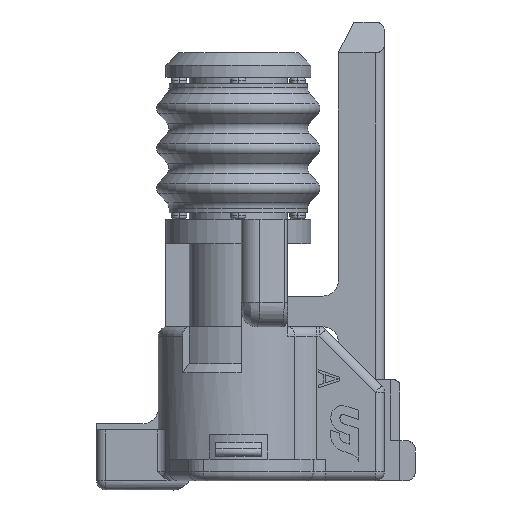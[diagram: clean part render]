
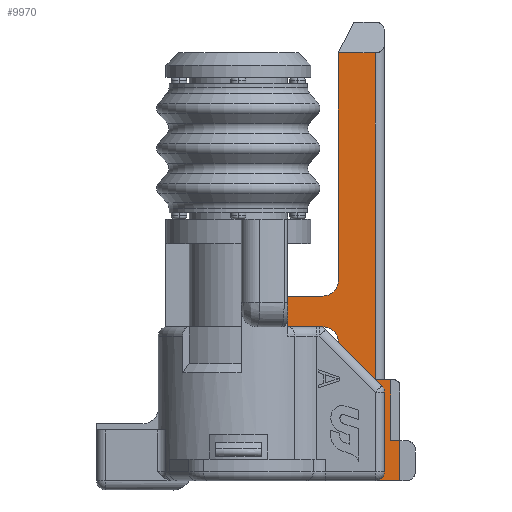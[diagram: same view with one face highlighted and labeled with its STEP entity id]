
A CAD part, front view. The second image highlights one B-rep face of the part: STEP entity #9970.
In plain terms, the highlighted planar face has unit normal (0, -1, 0).
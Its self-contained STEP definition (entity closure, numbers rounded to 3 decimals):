
#1191=DIRECTION('',(-1.,0.,0.));
#1192=VECTOR('',#1191,0.7);
#1193=CARTESIAN_POINT('',(2.3,-2.45,-8.9));
#1194=LINE('',#1193,#1192);
#2544=DIRECTION('',(0.,0.,1.));
#2545=VECTOR('',#2544,0.3);
#2546=CARTESIAN_POINT('',(2.3,-2.45,-9.2));
#2547=LINE('',#2546,#2545);
#2598=CARTESIAN_POINT('',(2.6,-2.45,-9.2));
#2599=DIRECTION('',(0.,1.,0.));
#2600=DIRECTION('',(-1.,0.,0.));
#2601=AXIS2_PLACEMENT_3D('',#2598,#2599,#2600);
#2608=DIRECTION('',(-1.,0.,0.));
#2609=VECTOR('',#2608,0.148);
#2610=CARTESIAN_POINT('',(2.748,-2.45,-8.9));
#2611=LINE('',#2610,#2609);
#2612=DIRECTION('',(0.,0.,1.));
#2613=VECTOR('',#2612,1.);
#2614=CARTESIAN_POINT('',(1.6,-2.45,-8.9));
#2615=LINE('',#2614,#2613);
#2616=DIRECTION('',(0.,0.,-1.));
#2617=VECTOR('',#2616,7.4);
#2618=CARTESIAN_POINT('',(3.25,-2.45,0.));
#2619=LINE('',#2618,#2617);
#2620=DIRECTION('',(1.,0.,0.));
#2621=VECTOR('',#2620,1.2);
#2622=CARTESIAN_POINT('',(3.25,-2.45,0.));
#2623=LINE('',#2622,#2621);
#2624=DIRECTION('',(0.,0.,1.));
#2625=VECTOR('',#2624,10.62);
#2626=CARTESIAN_POINT('',(4.45,-2.45,-10.62));
#2627=LINE('',#2626,#2625);
#2628=DIRECTION('',(0.,0.,1.));
#2629=VECTOR('',#2628,1.98);
#2630=CARTESIAN_POINT('',(4.95,-2.45,-12.6));
#2631=LINE('',#2630,#2629);
#2632=DIRECTION('',(1.,0.,0.));
#2633=VECTOR('',#2632,0.3);
#2634=CARTESIAN_POINT('',(4.95,-2.45,-12.6));
#2635=LINE('',#2634,#2633);
#2636=DIRECTION('',(0.,0.,1.));
#2637=VECTOR('',#2636,1.3);
#2638=CARTESIAN_POINT('',(5.25,-2.45,-13.9));
#2639=LINE('',#2638,#2637);
#2640=DIRECTION('',(1.,0.,0.));
#2641=VECTOR('',#2640,1.15);
#2642=CARTESIAN_POINT('',(4.1,-2.45,-13.9));
#2643=LINE('',#2642,#2641);
#2644=DIRECTION('',(-0.31,0.,0.951));
#2645=VECTOR('',#2644,0.913);
#2646=CARTESIAN_POINT('',(4.1,-2.45,-13.9));
#2647=LINE('',#2646,#2645);
#2648=CARTESIAN_POINT('',(13.322,-2.45,-9.928));
#2649=DIRECTION('',(0.,-1.,0.));
#2650=DIRECTION('',(-0.997,0.,-0.078));
#2651=AXIS2_PLACEMENT_3D('',#2648,#2649,#2650);
#2653=CARTESIAN_POINT('',(2.748,-2.45,-9.4));
#2654=DIRECTION('',(0.,-1.,0.));
#2655=DIRECTION('',(0.997,0.,0.078));
#2656=AXIS2_PLACEMENT_3D('',#2653,#2654,#2655);
#2678=DIRECTION('',(-1.,0.,0.));
#2679=VECTOR('',#2678,1.15);
#2680=CARTESIAN_POINT('',(2.75,-2.45,-7.9));
#2681=LINE('',#2680,#2679);
#2754=DIRECTION('',(0.078,0.,-0.997));
#2755=VECTOR('',#2754,1.356);
#2756=CARTESIAN_POINT('',(3.247,-2.45,-9.361));
#2757=LINE('',#2756,#2755);
#2912=DIRECTION('',(-1.,0.,0.));
#2913=VECTOR('',#2912,0.5);
#2914=CARTESIAN_POINT('',(4.95,-2.45,-10.62));
#2915=LINE('',#2914,#2913);
#2948=CARTESIAN_POINT('',(4.45,-2.45,0.));
#3017=CARTESIAN_POINT('',(2.75,-2.45,-7.4));
#3018=DIRECTION('',(0.,1.,0.));
#3019=DIRECTION('',(1.,0.,0.));
#3020=AXIS2_PLACEMENT_3D('',#3017,#3018,#3019);
#5348=CARTESIAN_POINT('',(3.25,-2.45,-7.4));
#5350=VERTEX_POINT('',#5348);
#5352=CARTESIAN_POINT('',(2.75,-2.45,-7.9));
#5354=VERTEX_POINT('',#5352);
#5368=CARTESIAN_POINT('',(3.25,-2.45,0.));
#5370=VERTEX_POINT('',#5368);
#5386=CARTESIAN_POINT('',(4.95,-2.45,-10.62));
#5387=VERTEX_POINT('',#5386);
#5403=CARTESIAN_POINT('',(4.1,-2.45,-13.9));
#5405=VERTEX_POINT('',#5403);
#5406=CARTESIAN_POINT('',(3.353,-2.45,-10.712));
#5407=CARTESIAN_POINT('',(3.817,-2.45,-13.033));
#5408=VERTEX_POINT('',#5406);
#5409=VERTEX_POINT('',#5407);
#5426=VERTEX_POINT('',#2948);
#5430=CARTESIAN_POINT('',(4.45,-2.45,-10.62));
#5431=VERTEX_POINT('',#5430);
#5443=CARTESIAN_POINT('',(3.247,-2.45,-9.361));
#5444=CARTESIAN_POINT('',(2.748,-2.45,-8.9));
#5445=VERTEX_POINT('',#5443);
#5446=VERTEX_POINT('',#5444);
#5455=CARTESIAN_POINT('',(4.95,-2.45,-12.6));
#5456=VERTEX_POINT('',#5455);
#5459=CARTESIAN_POINT('',(5.25,-2.45,-12.6));
#5460=VERTEX_POINT('',#5459);
#5465=CARTESIAN_POINT('',(5.25,-2.45,-13.9));
#5466=VERTEX_POINT('',#5465);
#5597=CARTESIAN_POINT('',(1.6,-2.45,-8.9));
#5598=CARTESIAN_POINT('',(1.6,-2.45,-7.9));
#5599=VERTEX_POINT('',#5597);
#5600=VERTEX_POINT('',#5598);
#5860=CARTESIAN_POINT('',(2.3,-2.45,-9.2));
#5861=CARTESIAN_POINT('',(2.3,-2.45,-8.9));
#5862=VERTEX_POINT('',#5860);
#5863=VERTEX_POINT('',#5861);
#5868=CARTESIAN_POINT('',(2.6,-2.45,-8.9));
#5870=VERTEX_POINT('',#5868);
#9930=CARTESIAN_POINT('',(2.05,-2.45,-13.9));
#9931=DIRECTION('',(0.,-1.,0.));
#9932=DIRECTION('',(0.,0.,-1.));
#9933=AXIS2_PLACEMENT_3D('',#9930,#9931,#9932);
#9934=PLANE('',#9933);
#9935=ORIENTED_EDGE('',*,*,#9892,.T.);
#9936=ORIENTED_EDGE('',*,*,#9922,.F.);
#9937=ORIENTED_EDGE('',*,*,#9843,.T.);
#9938=ORIENTED_EDGE('',*,*,#8162,.T.);
#9939=ORIENTED_EDGE('',*,*,#7088,.T.);
#9941=ORIENTED_EDGE('',*,*,#9940,.F.);
#9943=ORIENTED_EDGE('',*,*,#9942,.F.);
#9945=ORIENTED_EDGE('',*,*,#9944,.F.);
#9947=ORIENTED_EDGE('',*,*,#9946,.T.);
#9949=ORIENTED_EDGE('',*,*,#9948,.F.);
#9951=ORIENTED_EDGE('',*,*,#9950,.F.);
#9953=ORIENTED_EDGE('',*,*,#9952,.F.);
#9955=ORIENTED_EDGE('',*,*,#9954,.T.);
#9957=ORIENTED_EDGE('',*,*,#9956,.F.);
#9959=ORIENTED_EDGE('',*,*,#9958,.F.);
#9961=ORIENTED_EDGE('',*,*,#9960,.T.);
#9963=ORIENTED_EDGE('',*,*,#9962,.F.);
#9965=ORIENTED_EDGE('',*,*,#9964,.F.);
#9967=ORIENTED_EDGE('',*,*,#9966,.T.);
#9968=EDGE_LOOP('',(#9935,#9936,#9937,#9938,#9939,#9941,#9943,#9945,#9947,#9949,
#9951,#9953,#9955,#9957,#9959,#9961,#9963,#9965,#9967));
#9969=FACE_OUTER_BOUND('',#9968,.F.);
#9970=ADVANCED_FACE('',(#9969),#9934,.T.);
#2602=CIRCLE('',#2601,0.3);
#2652=CIRCLE('',#2651,10.);
#2657=CIRCLE('',#2656,0.5);
#3021=CIRCLE('',#3020,0.5);
#7088=EDGE_CURVE('',#5599,#5600,#2615,.T.);
#8162=EDGE_CURVE('',#5863,#5599,#1194,.T.);
#9843=EDGE_CURVE('',#5862,#5863,#2547,.T.);
#9892=EDGE_CURVE('',#5446,#5870,#2611,.T.);
#9922=EDGE_CURVE('',#5862,#5870,#2602,.T.);
#9940=EDGE_CURVE('',#5354,#5600,#2681,.T.);
#9942=EDGE_CURVE('',#5350,#5354,#3021,.T.);
#9944=EDGE_CURVE('',#5370,#5350,#2619,.T.);
#9946=EDGE_CURVE('',#5370,#5426,#2623,.T.);
#9948=EDGE_CURVE('',#5431,#5426,#2627,.T.);
#9950=EDGE_CURVE('',#5387,#5431,#2915,.T.);
#9952=EDGE_CURVE('',#5456,#5387,#2631,.T.);
#9954=EDGE_CURVE('',#5456,#5460,#2635,.T.);
#9956=EDGE_CURVE('',#5466,#5460,#2639,.T.);
#9958=EDGE_CURVE('',#5405,#5466,#2643,.T.);
#9960=EDGE_CURVE('',#5405,#5409,#2647,.T.);
#9962=EDGE_CURVE('',#5408,#5409,#2652,.T.);
#9964=EDGE_CURVE('',#5445,#5408,#2757,.T.);
#9966=EDGE_CURVE('',#5445,#5446,#2657,.T.);
